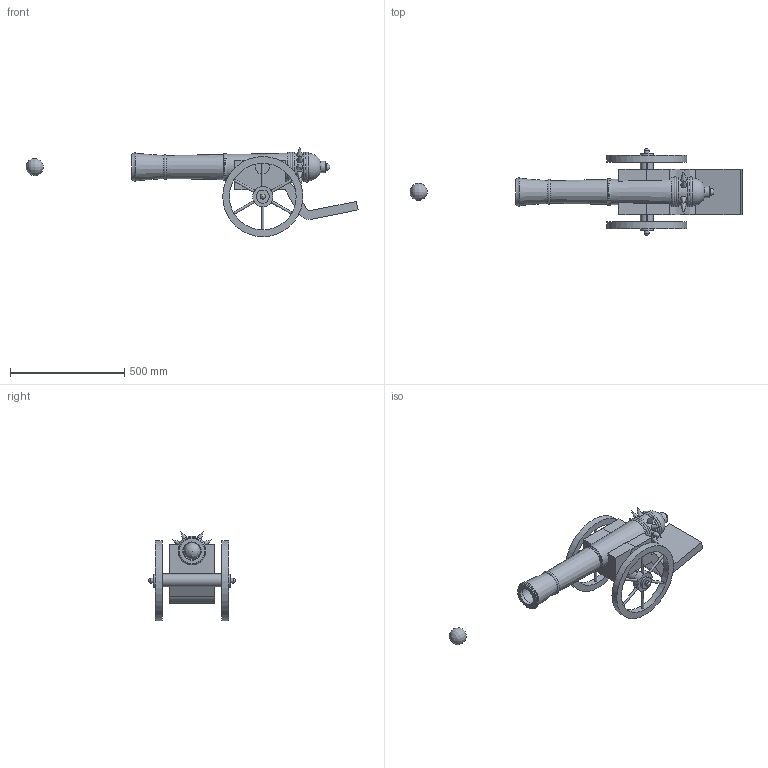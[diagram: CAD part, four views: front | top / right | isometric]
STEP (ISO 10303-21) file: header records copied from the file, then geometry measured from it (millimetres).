
FILE_DESCRIPTION(/* description */ ('','CAx-IF Rec.Pracs.---Representation and Presentation of Product Manufacturing Information (PMI)---4.0---2014-10-13'),/* implementation_level */ '2;1');
FILE_NAME(/* name */ 'Cannon_with_Animation.step',/* time_stamp */ '2024-12-23T23:10:10+04:00',/* author */ (''),/* organization */ (''),/* preprocessor_version */ 'ST-DEVELOPER v20',/* originating_system */ 'Autodesk Translation Framework v13.20.0.188',/* authorisation */ '');
FILE_SCHEMA (('AP242_MANAGED_MODEL_BASED_3D_ENGINEERING_MIM_LF { 1 0 10303 442 1 1 4 }'));
Length unit declared in the file: millimetre
Products named in the file (34): (Unsaved); Component1; Component19; Component20; Component21; Component22; Component23; Component24; Component25; Component26; Component30; Component31; Component32; Component33; Component34; Component27; Component29; Component2; Spikes (1); Spikes (2); Spikes (3); Spikes (4); Spikes (5); Spikes (6); Spikes (7); Spikes (8); Spikes (9); Spikes (10); Spikes (11); Component15; Component16; Component17; Component18; BALL
Assembly tree (33 placements, depth 4):
  (Unsaved)
    Component1
      Component19
      Component20
      Component21
      Component22
      Component23
      Component24
      Component25
      Component26
        Component30
        Component31
        Component32
        Component33
        Component34
      Component27
      Component29
    Component2
    Spikes (1)
    Spikes (2)
    Spikes (3)
    Spikes (4)
    Spikes (5)
    Spikes (6)
    Spikes (7)
    Spikes (8)
    Spikes (9)
    Spikes (10)
    Spikes (11)
    Component15
    Component16
    Component17
    Component18
    BALL
Bounding box: 1450.28 x 380 x 390.11 mm (x, y, z)
Volume: 14137757.8 mm3; surface area: 1705070.2 mm2
Topology: 31 solids, 31 shells, 166 faces, 364 edges, 231 vertices
Faces by surface type: plane 50, cylinder 46, cone 37, torus 28, sphere 4, bspline 1
Full cylindrical faces by diameter (mm): 10 x12, 22.361 x2, 30 x1, 49.677 x1, 57.088 x2, 60 x4, 80 x2, 88.258 x2, 110 x1, 120.287 x3, 291.225 x2, 350 x2
Entity records: 7083 total; most frequent: CARTESIAN_POINT 2279, DIRECTION 899, ORIENTED_EDGE 694, AXIS2_PLACEMENT_3D 390, EDGE_CURVE 347, VERTEX_POINT 231, EDGE_LOOP 210, FACE_OUTER_BOUND 166
